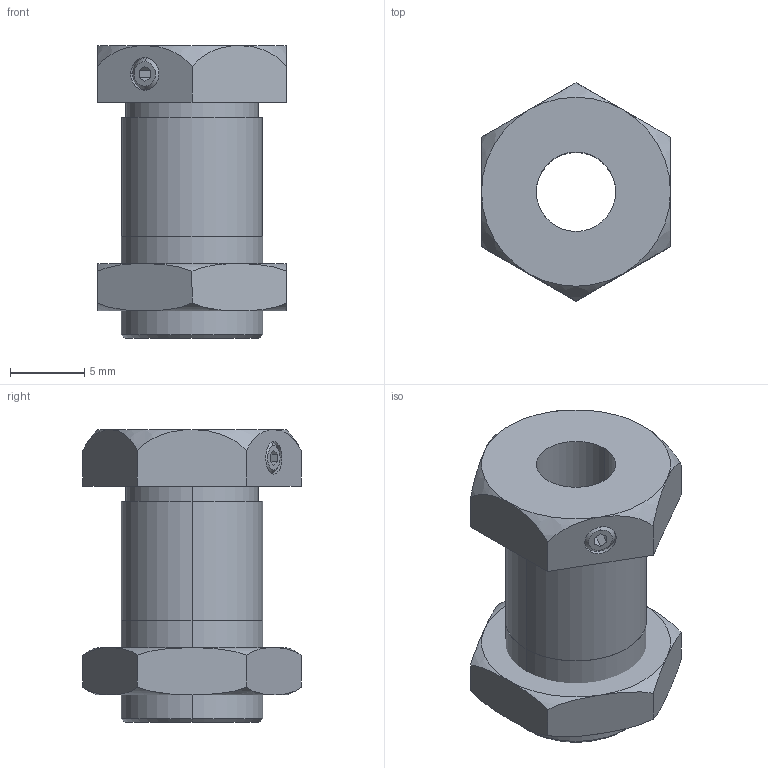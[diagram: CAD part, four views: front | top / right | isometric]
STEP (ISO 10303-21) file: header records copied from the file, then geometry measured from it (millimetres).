
FILE_DESCRIPTION (( 'STEP AP214' ), '1' );
FILE_NAME ('0241-E0W.STEP', '2008-10-24T14:39:21', ( 'Admin' ), ( 'Thorlabs, Inc.' ), 'SwSTEP 2.0', 'SolidWorks 2007', '' );
FILE_SCHEMA (( 'AUTOMOTIVE_DESIGN' ));
Length unit declared in the file: inch
Products named in the file (1): 0241-E0W
Bounding box: 12.7 x 14.66 x 19.68 mm (x, y, z)
Volume: 1445.3 mm3; surface area: 1630.3 mm2
Topology: 3 solids, 3 shells, 68 faces, 148 edges, 90 vertices
Faces by surface type: plane 28, torus 18, cylinder 16, cone 6
Entity records: 3029 total; most frequent: CARTESIAN_POINT 631, DIRECTION 300, ORIENTED_EDGE 296, EDGE_CURVE 148, AXIS2_PLACEMENT_3D 121, VERTEX_POINT 90, EDGE_LOOP 78, LENGTH_MEASURE_WITH_UNIT 72
